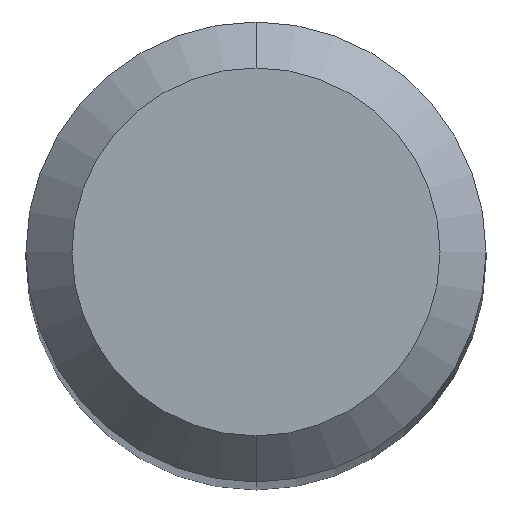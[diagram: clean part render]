
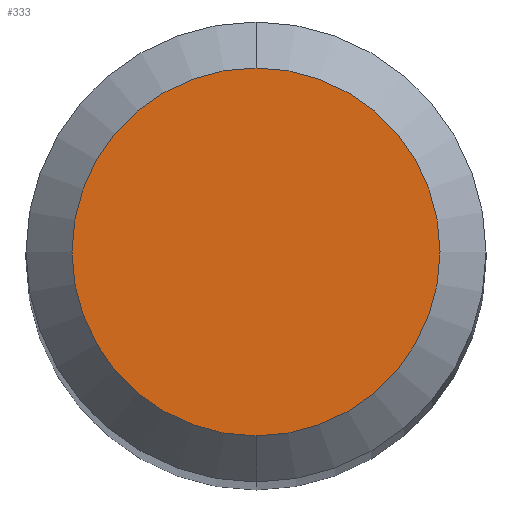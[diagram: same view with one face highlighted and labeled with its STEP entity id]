
A CAD part, top view. The second image highlights one B-rep face of the part: STEP entity #333.
In plain terms, the highlighted planar face has unit normal (0, 0, 1).
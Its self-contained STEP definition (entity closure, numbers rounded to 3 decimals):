
#235=EDGE_CURVE('',#419,#407,#549,.T.);
#281=EDGE_CURVE('',#407,#419,#597,.T.);
#333=ADVANCED_FACE('',(#655),#656,.T.);
#407=VERTEX_POINT('',#738);
#419=VERTEX_POINT('',#752);
#549=CIRCLE('',#916,1.2);
#597=CIRCLE('',#1069,1.2);
#655=FACE_OUTER_BOUND('',#1222,.T.);
#656=PLANE('',#1223);
#738=CARTESIAN_POINT('',(0.,-1.2,0.0));
#752=CARTESIAN_POINT('',(0.0,1.2,0.0));
#916=AXIS2_PLACEMENT_3D('',#1521,#1522,#1523);
#1069=AXIS2_PLACEMENT_3D('',#1556,#1557,#1558);
#1222=EDGE_LOOP('',(#1632,#1633));
#1223=AXIS2_PLACEMENT_3D('',#1634,#1635,#1636);
#1521=CARTESIAN_POINT('',(0.0,0.0,0.0));
#1522=DIRECTION('',(0.0,0.0,-1.0));
#1523=DIRECTION('',(0.0,1.0,0.0));
#1556=CARTESIAN_POINT('',(0.0,0.0,0.0));
#1557=DIRECTION('',(0.0,0.0,-1.0));
#1558=DIRECTION('',(0.0,1.0,0.0));
#1632=ORIENTED_EDGE('',*,*,#235,.F.);
#1633=ORIENTED_EDGE('',*,*,#281,.F.);
#1634=CARTESIAN_POINT('',(0.0,0.6,0.0));
#1635=DIRECTION('',(-0.0,0.0,1.0));
#1636=DIRECTION('',(0.0,-1.0,0.0));
